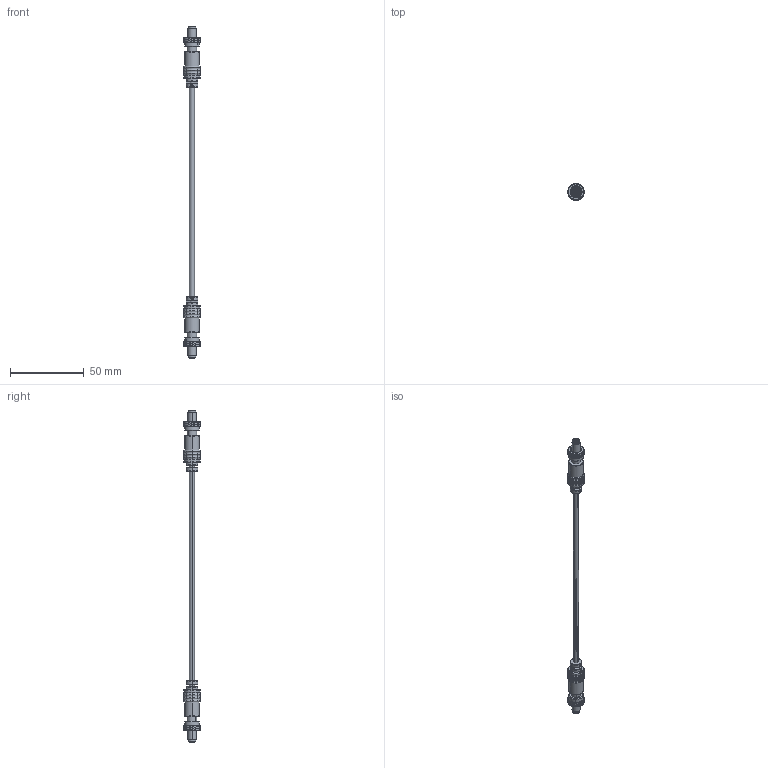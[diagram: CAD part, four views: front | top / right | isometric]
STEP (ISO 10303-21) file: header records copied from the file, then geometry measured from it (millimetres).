
FILE_DESCRIPTION (( 'STEP AP203' ), '1' );
FILE_NAME ('10-00110.step', '2016-09-15T23:30:33', ( '' ), ( '' ), 'SwSTEP 2.0', 'SolidWorks 2015', '' );
FILE_SCHEMA (( 'CONFIG_CONTROL_DESIGN' ));
Length unit declared in the file: millimetre
Products named in the file (10): 50-00010 pin; 50-00010 shell; 24-00016; 10-00110; 50-00010 insulator; 50-00010 interior shell; 50-00010 locking ring; 30-00004_blunt cut; 50-00010 shell 2; 50-00010
Assembly tree (11 placements, depth 3):
  10-00110
    30-00004_blunt cut
    24-00016  x2
    50-00010  x2
      50-00010 insulator
      50-00010 interior shell
      50-00010 locking ring
      50-00010 pin
      50-00010 shell 2
      50-00010 shell
Bounding box: 11 x 11 x 224.8 mm (x, y, z)
Volume: 6197.9 mm3; surface area: 18612.9 mm2
Topology: 98 solids, 98 shells, 3934 faces, 8994 edges, 5300 vertices
Faces by surface type: bspline 1564, plane 1434, cylinder 780, torus 116, cone 40
Entity records: 82644 total; most frequent: CARTESIAN_POINT 42420, ORIENTED_EDGE 9506, DIRECTION 5288, EDGE_CURVE 4753, B_SPLINE_CURVE_WITH_KNOTS 2915, VERTEX_POINT 2822, EDGE_LOOP 2175, FACE_OUTER_BOUND 2137
